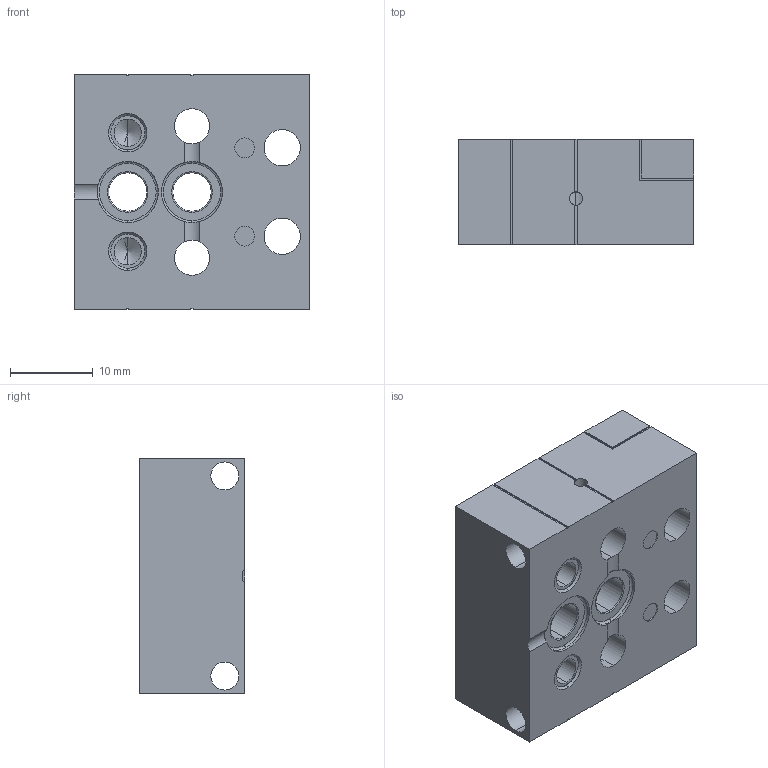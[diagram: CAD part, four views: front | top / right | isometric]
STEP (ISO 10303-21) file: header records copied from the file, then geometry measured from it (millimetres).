
FILE_DESCRIPTION (( 'STEP AP214' ), '1' );
FILE_NAME ('101000092552.STEP', '2025-11-04T07:19:19', ( 'Microsoft' ), ( 'Microsoft' ), 'SwSTEP 2.0', 'SolidWorks 2025', '' );
FILE_SCHEMA (( 'AUTOMOTIVE_DESIGN' ));
Length unit declared in the file: millimetre
Products named in the file (1): 101000092552
Bounding box: 28.45 x 12.7 x 28.45 mm (x, y, z)
Volume: 6452.7 mm3; surface area: 5219.9 mm2
Topology: 1 solids, 1 shells, 289 faces, 791 edges, 504 vertices
Faces by surface type: cylinder 171, plane 62, cone 28, torus 16, bspline 10, sphere 2
Entity records: 14296 total; most frequent: CARTESIAN_POINT 7587, ORIENTED_EDGE 1554, DIRECTION 1277, EDGE_CURVE 777, VERTEX_POINT 504, AXIS2_PLACEMENT_3D 474, VECTOR 329, LINE 329
